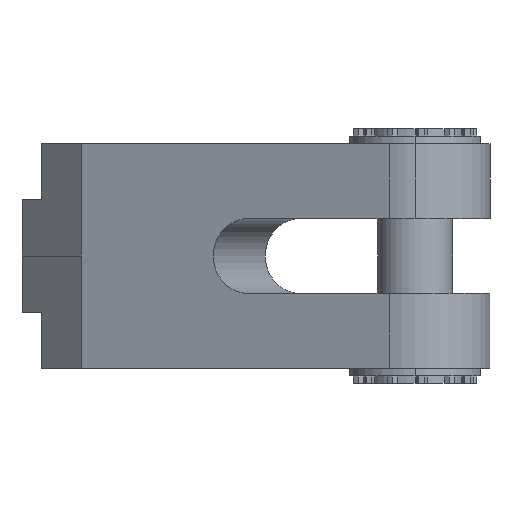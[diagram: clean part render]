
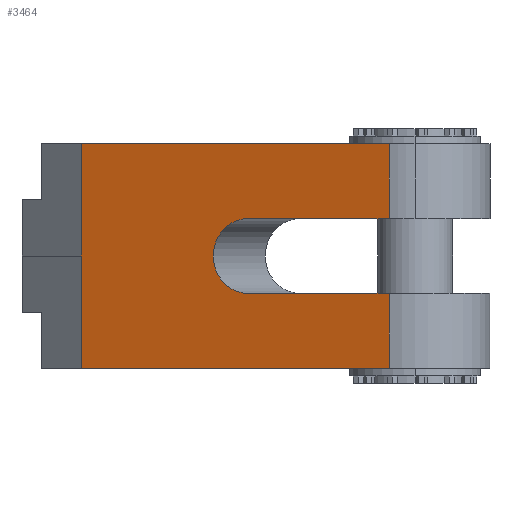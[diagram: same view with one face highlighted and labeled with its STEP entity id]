
A CAD part, left-side view. The second image highlights one B-rep face of the part: STEP entity #3464.
In plain terms, the highlighted planar face has unit normal (-0.938, 0.346, 0).
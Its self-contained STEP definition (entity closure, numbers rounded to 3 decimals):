
#68 = DIRECTION ( 'NONE',  ( 0., 0., -1. ) ) ;
#70 = FACE_OUTER_BOUND ( 'NONE', #4573, .T. ) ;
#76 = EDGE_CURVE ( 'NONE', #953, #912, #3505, .T. ) ;
#113 = EDGE_CURVE ( 'NONE', #2831, #1965, #565, .T. ) ;
#437 = ORIENTED_EDGE ( 'NONE', *, *, #3415, .T. ) ;
#565 = LINE ( 'NONE', #2474, #4456 ) ;
#590 = LINE ( 'NONE', #3476, #4953 ) ;
#647 = CARTESIAN_POINT ( 'NONE',  ( -89.752, -40.401, 10. ) ) ;
#834 = DIRECTION ( 'NONE',  ( 0.347, 0.938, 0. ) ) ;
#837 = LINE ( 'NONE', #2752, #2725 ) ;
#912 = VERTEX_POINT ( 'NONE', #2059 ) ;
#953 = VERTEX_POINT ( 'NONE', #2657 ) ;
#973 = EDGE_CURVE ( 'NONE', #5645, #1075, #4134, .T. ) ;
#991 = EDGE_CURVE ( 'NONE', #5571, #5645, #2338, .T. ) ;
#1072 = CARTESIAN_POINT ( 'NONE',  ( -89.752, -40.401, 0. ) ) ;
#1075 = VERTEX_POINT ( 'NONE', #3843 ) ;
#1370 = CARTESIAN_POINT ( 'NONE',  ( -103.614, -77.922, -30. ) ) ;
#1383 = PLANE ( 'NONE',  #4527 ) ;
#1965 = VERTEX_POINT ( 'NONE', #3945 ) ;
#2014 = CIRCLE ( 'NONE', #2817, 10. ) ;
#2051 = CARTESIAN_POINT ( 'NONE',  ( -103.614, -77.922, 30. ) ) ;
#2059 = CARTESIAN_POINT ( 'NONE',  ( -103.614, -77.922, 10. ) ) ;
#2066 = CARTESIAN_POINT ( 'NONE',  ( -103.614, -77.922, 30. ) ) ;
#2068 = ORIENTED_EDGE ( 'NONE', *, *, #113, .T. ) ;
#2213 = CARTESIAN_POINT ( 'NONE',  ( -103.614, -77.922, -30. ) ) ;
#2337 = CARTESIAN_POINT ( 'NONE',  ( -103.614, -77.922, -10. ) ) ;
#2338 = LINE ( 'NONE', #1370, #2552 ) ;
#2394 = ORIENTED_EDGE ( 'NONE', *, *, #4917, .F. ) ;
#2474 = CARTESIAN_POINT ( 'NONE',  ( -73.298, 4.142, 30. ) ) ;
#2552 = VECTOR ( 'NONE', #5219, 1000. ) ;
#2562 = DIRECTION ( 'NONE',  ( 0.347, 0.938, 0. ) ) ;
#2585 = ORIENTED_EDGE ( 'NONE', *, *, #3192, .T. ) ;
#2598 = DIRECTION ( 'NONE',  ( 0., 0., -1. ) ) ;
#2616 = VECTOR ( 'NONE', #68, 1000. ) ;
#2621 = LINE ( 'NONE', #647, #4858 ) ;
#2657 = CARTESIAN_POINT ( 'NONE',  ( -103.614, -77.922, 30. ) ) ;
#2725 = VECTOR ( 'NONE', #4697, 1000. ) ;
#2752 = CARTESIAN_POINT ( 'NONE',  ( -103.614, -77.922, -30. ) ) ;
#2769 = ORIENTED_EDGE ( 'NONE', *, *, #5820, .F. ) ;
#2817 = AXIS2_PLACEMENT_3D ( 'NONE', #1072, #5175, #4114 ) ;
#2831 = VERTEX_POINT ( 'NONE', #5462 ) ;
#2975 = DIRECTION ( 'NONE',  ( 0., 0., -1. ) ) ;
#3064 = VERTEX_POINT ( 'NONE', #4821 ) ;
#3192 = EDGE_CURVE ( 'NONE', #1965, #3903, #590, .T. ) ;
#3289 = DIRECTION ( 'NONE',  ( 0.347, 0.938, 0. ) ) ;
#3415 = EDGE_CURVE ( 'NONE', #3903, #5571, #837, .T. ) ;
#3464 = ADVANCED_FACE ( 'NONE', ( #70 ), #1383, .F. ) ;
#3476 = CARTESIAN_POINT ( 'NONE',  ( -73.298, 4.142, 30. ) ) ;
#3505 = LINE ( 'NONE', #2066, #2616 ) ;
#3541 = ORIENTED_EDGE ( 'NONE', *, *, #973, .T. ) ;
#3843 = CARTESIAN_POINT ( 'NONE',  ( -89.752, -40.401, -10. ) ) ;
#3903 = VERTEX_POINT ( 'NONE', #5814 ) ;
#3945 = CARTESIAN_POINT ( 'NONE',  ( -73.298, 4.142, 0. ) ) ;
#3971 = DIRECTION ( 'NONE',  ( -0.347, -0.938, 0. ) ) ;
#4114 = DIRECTION ( 'NONE',  ( -0.347, -0.938, 0. ) ) ;
#4134 = LINE ( 'NONE', #5126, #4453 ) ;
#4431 = LINE ( 'NONE', #2051, #5164 ) ;
#4453 = VECTOR ( 'NONE', #834, 1000. ) ;
#4456 = VECTOR ( 'NONE', #2975, 1000. ) ;
#4527 = AXIS2_PLACEMENT_3D ( 'NONE', #5801, #5740, #3289 ) ;
#4573 = EDGE_LOOP ( 'NONE', ( #2068, #2585, #437, #5474, #3541, #2394, #6046, #5304, #2769 ) ) ;
#4697 = DIRECTION ( 'NONE',  ( -0.347, -0.938, 0. ) ) ;
#4821 = CARTESIAN_POINT ( 'NONE',  ( -89.752, -40.401, 10. ) ) ;
#4858 = VECTOR ( 'NONE', #2562, 1000. ) ;
#4917 = EDGE_CURVE ( 'NONE', #3064, #1075, #2014, .T. ) ;
#4953 = VECTOR ( 'NONE', #2598, 1000. ) ;
#5126 = CARTESIAN_POINT ( 'NONE',  ( -89.752, -40.401, -10. ) ) ;
#5164 = VECTOR ( 'NONE', #3971, 1000. ) ;
#5175 = DIRECTION ( 'NONE',  ( -0.938, 0.347, 0. ) ) ;
#5219 = DIRECTION ( 'NONE',  ( 0., 0., 1. ) ) ;
#5304 = ORIENTED_EDGE ( 'NONE', *, *, #76, .F. ) ;
#5413 = EDGE_CURVE ( 'NONE', #912, #3064, #2621, .T. ) ;
#5462 = CARTESIAN_POINT ( 'NONE',  ( -73.298, 4.142, 30. ) ) ;
#5474 = ORIENTED_EDGE ( 'NONE', *, *, #991, .T. ) ;
#5571 = VERTEX_POINT ( 'NONE', #2213 ) ;
#5645 = VERTEX_POINT ( 'NONE', #2337 ) ;
#5740 = DIRECTION ( 'NONE',  ( 0.938, -0.347, 0. ) ) ;
#5801 = CARTESIAN_POINT ( 'NONE',  ( -103.614, -77.922, 30. ) ) ;
#5814 = CARTESIAN_POINT ( 'NONE',  ( -73.298, 4.142, -30. ) ) ;
#5820 = EDGE_CURVE ( 'NONE', #2831, #953, #4431, .T. ) ;
#6046 = ORIENTED_EDGE ( 'NONE', *, *, #5413, .F. ) ;
